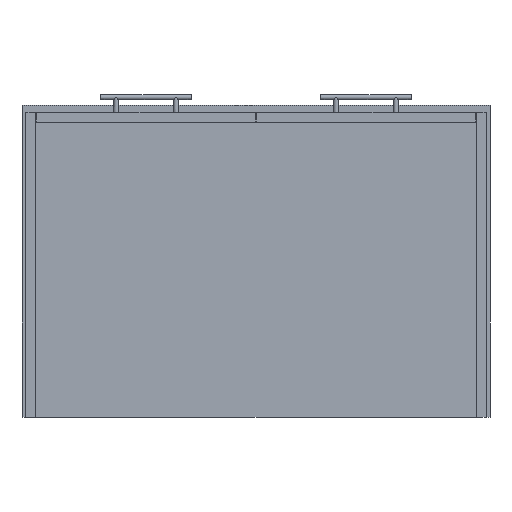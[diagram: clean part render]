
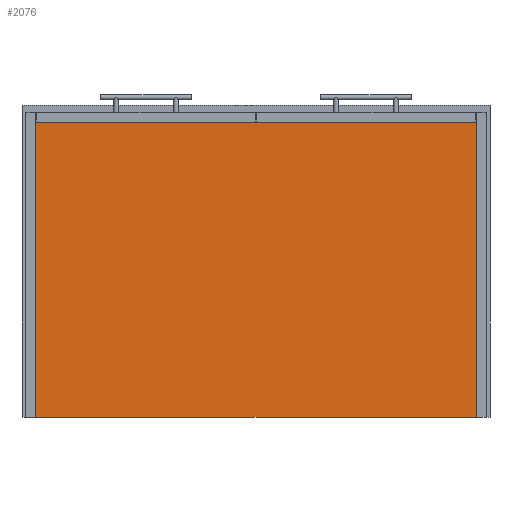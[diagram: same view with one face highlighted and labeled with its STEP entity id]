
A CAD part, front view. The second image highlights one B-rep face of the part: STEP entity #2076.
In plain terms, the highlighted planar face has unit normal (0, -1, 0).
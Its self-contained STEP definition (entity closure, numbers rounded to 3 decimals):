
#67 = VERTEX_POINT ( 'NONE', #244 ) ;
#77 = VECTOR ( 'NONE', #855, 1000. ) ;
#85 = DIRECTION ( 'NONE',  ( 0., 0., -1. ) ) ;
#86 = ORIENTED_EDGE ( 'NONE', *, *, #1442, .F. ) ;
#185 = EDGE_CURVE ( 'NONE', #2144, #67, #1652, .T. ) ;
#244 = CARTESIAN_POINT ( 'NONE',  ( 353., -210., 0. ) ) ;
#329 = ORIENTED_EDGE ( 'NONE', *, *, #1206, .F. ) ;
#397 = VERTEX_POINT ( 'NONE', #718 ) ;
#704 = CARTESIAN_POINT ( 'NONE',  ( 353., -210., 473. ) ) ;
#712 = EDGE_LOOP ( 'NONE', ( #1920, #329, #86, #2454 ) ) ;
#718 = CARTESIAN_POINT ( 'NONE',  ( -353., -210., 473. ) ) ;
#734 = EDGE_CURVE ( 'NONE', #397, #2144, #1496, .T. ) ;
#855 = DIRECTION ( 'NONE',  ( 1., 0., 0. ) ) ;
#1078 = CARTESIAN_POINT ( 'NONE',  ( -353., -210., 0. ) ) ;
#1206 = EDGE_CURVE ( 'NONE', #2420, #67, #1769, .T. ) ;
#1209 = FACE_OUTER_BOUND ( 'NONE', #712, .T. ) ;
#1442 = EDGE_CURVE ( 'NONE', #397, #2420, #1946, .T. ) ;
#1450 = CARTESIAN_POINT ( 'NONE',  ( -353., -210., 473. ) ) ;
#1496 = LINE ( 'NONE', #1450, #2381 ) ;
#1602 = CARTESIAN_POINT ( 'NONE',  ( 353., -210., 0. ) ) ;
#1652 = LINE ( 'NONE', #1602, #77 ) ;
#1720 = CARTESIAN_POINT ( 'NONE',  ( 353., -210., 473. ) ) ;
#1769 = LINE ( 'NONE', #1770, #2242 ) ;
#1770 = CARTESIAN_POINT ( 'NONE',  ( 353., -210., 473. ) ) ;
#1799 = DIRECTION ( 'NONE',  ( 0., 0., -1. ) ) ;
#1851 = AXIS2_PLACEMENT_3D ( 'NONE', #704, #2412, #2218 ) ;
#1855 = PLANE ( 'NONE',  #1851 ) ;
#1920 = ORIENTED_EDGE ( 'NONE', *, *, #185, .T. ) ;
#1946 = LINE ( 'NONE', #2188, #2057 ) ;
#2057 = VECTOR ( 'NONE', #2388, 1000. ) ;
#2076 = ADVANCED_FACE ( 'NONE', ( #1209 ), #1855, .F. ) ;
#2144 = VERTEX_POINT ( 'NONE', #1078 ) ;
#2188 = CARTESIAN_POINT ( 'NONE',  ( 353., -210., 473. ) ) ;
#2218 = DIRECTION ( 'NONE',  ( -1., 0., 0. ) ) ;
#2242 = VECTOR ( 'NONE', #85, 1000. ) ;
#2381 = VECTOR ( 'NONE', #1799, 1000. ) ;
#2388 = DIRECTION ( 'NONE',  ( 1., 0., 0. ) ) ;
#2412 = DIRECTION ( 'NONE',  ( 0., 1., 0. ) ) ;
#2420 = VERTEX_POINT ( 'NONE', #1720 ) ;
#2454 = ORIENTED_EDGE ( 'NONE', *, *, #734, .T. ) ;
